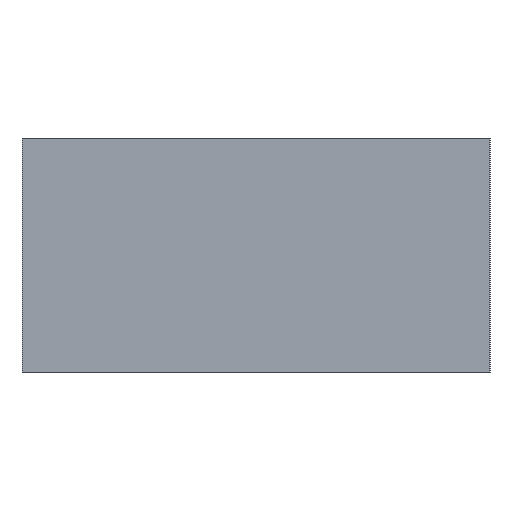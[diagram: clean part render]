
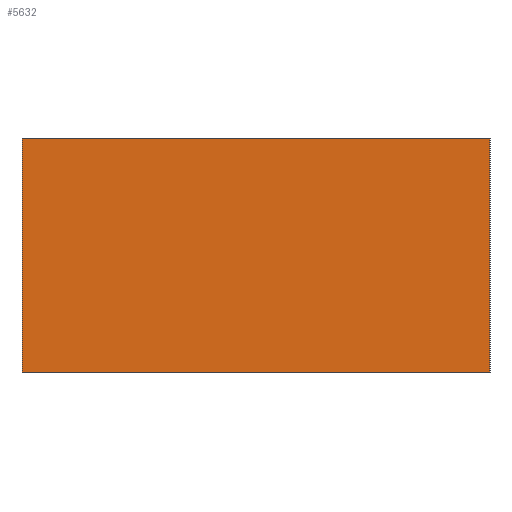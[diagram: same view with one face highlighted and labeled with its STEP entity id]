
A CAD part, left-side view. The second image highlights one B-rep face of the part: STEP entity #5632.
In plain terms, the highlighted planar face has unit normal (-1, 0, 0).
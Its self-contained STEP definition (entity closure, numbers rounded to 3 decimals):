
#121=PLANE('',#6065);
#416=FACE_OUTER_BOUND('',#729,.T.);
#729=EDGE_LOOP('',(#5126,#5127,#5128,#5129));
#1397=LINE('',#17667,#1810);
#1576=LINE('',#18183,#1989);
#1583=LINE('',#18201,#1996);
#1585=LINE('',#18204,#1998);
#1810=VECTOR('',#6733,10.);
#1989=VECTOR('',#7294,10.);
#1996=VECTOR('',#7313,10.);
#1998=VECTOR('',#7317,10.);
#2416=VERTEX_POINT('',#17664);
#2417=VERTEX_POINT('',#17666);
#2563=VERTEX_POINT('',#18182);
#2568=VERTEX_POINT('',#18200);
#3159=EDGE_CURVE('',#2416,#2417,#1397,.T.);
#3412=EDGE_CURVE('',#2563,#2417,#1576,.T.);
#3421=EDGE_CURVE('',#2568,#2563,#1583,.F.);
#3423=EDGE_CURVE('',#2568,#2416,#1585,.T.);
#5126=ORIENTED_EDGE('',*,*,#3412,.T.);
#5127=ORIENTED_EDGE('',*,*,#3159,.F.);
#5128=ORIENTED_EDGE('',*,*,#3423,.F.);
#5129=ORIENTED_EDGE('',*,*,#3421,.T.);
#5632=ADVANCED_FACE('',(#416),#121,.T.);
#6065=AXIS2_PLACEMENT_3D('',#18203,#7315,#7316);
#6733=DIRECTION('',(0.,-1.,0.));
#7294=DIRECTION('',(0.,0.,1.));
#7313=DIRECTION('',(0.,1.,0.));
#7315=DIRECTION('center_axis',(-1.,0.,0.));
#7316=DIRECTION('ref_axis',(0.,-1.,0.));
#7317=DIRECTION('',(0.,0.,1.));
#17664=CARTESIAN_POINT('',(-32.,15.,-32.75));
#17666=CARTESIAN_POINT('',(-32.,-15.,-32.75));
#17667=CARTESIAN_POINT('',(-32.,10.,-32.75));
#18182=CARTESIAN_POINT('',(-32.,-15.,-47.75));
#18183=CARTESIAN_POINT('',(-32.,-15.,-37.75));
#18200=CARTESIAN_POINT('',(-32.,15.,-47.75));
#18201=CARTESIAN_POINT('',(-32.,10.,-47.75));
#18203=CARTESIAN_POINT('Origin',(-32.,20.,-47.75));
#18204=CARTESIAN_POINT('',(-32.,15.,-37.75));
